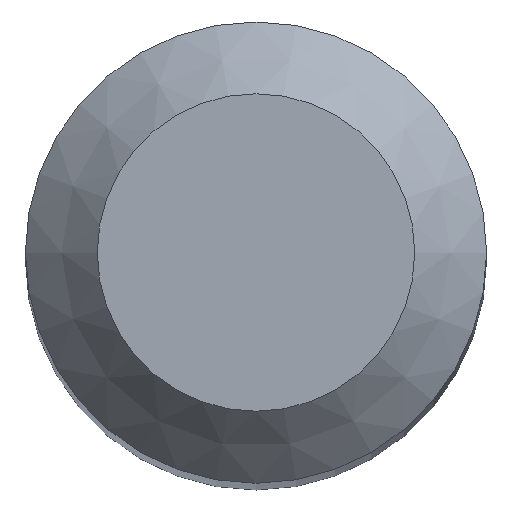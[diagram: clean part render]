
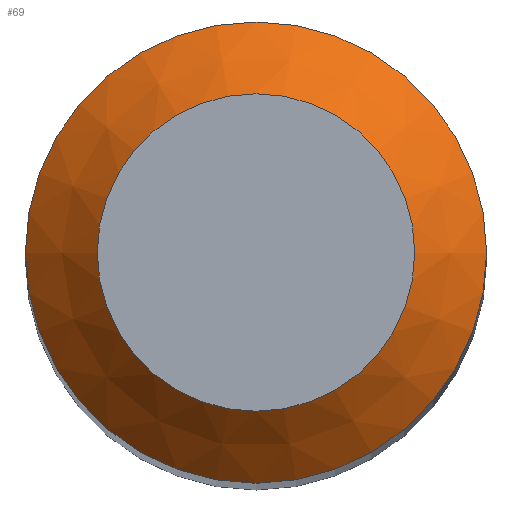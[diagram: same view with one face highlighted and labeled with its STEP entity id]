
A CAD part, top view. The second image highlights one B-rep face of the part: STEP entity #69.
In plain terms, the highlighted conical face has half-angle 45 degrees and reference radius 3 mm.
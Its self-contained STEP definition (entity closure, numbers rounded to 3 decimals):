
#45=CONICAL_SURFACE('',#182,3.,45.);
#54=FACE_BOUND('',#86,.T.);
#55=FACE_BOUND('',#87,.T.);
#69=ADVANCED_FACE('',(#54,#55),#45,.T.);
#86=EDGE_LOOP('',(#102));
#87=EDGE_LOOP('',(#103));
#102=ORIENTED_EDGE('',*,*,#125,.T.);
#103=ORIENTED_EDGE('',*,*,#124,.F.);
#115=VERTEX_POINT('',#270);
#116=VERTEX_POINT('',#273);
#124=EDGE_CURVE('',#115,#115,#132,.T.);
#125=EDGE_CURVE('',#116,#116,#133,.T.);
#132=CIRCLE('',#178,3.);
#133=CIRCLE('',#180,2.065);
#178=AXIS2_PLACEMENT_3D('',#269,#206,#207);
#180=AXIS2_PLACEMENT_3D('',#272,#210,#211);
#182=AXIS2_PLACEMENT_3D('',#275,#214,#215);
#206=DIRECTION('',(0.,0.,-1.));
#207=DIRECTION('',(1.,0.,0.));
#210=DIRECTION('',(0.,0.,-1.));
#211=DIRECTION('',(1.,0.,0.));
#214=DIRECTION('',(0.,0.,-1.));
#215=DIRECTION('',(1.,0.,0.));
#269=CARTESIAN_POINT('',(0.,0.,-0.935));
#270=CARTESIAN_POINT('',(3.,0.,-0.935));
#272=CARTESIAN_POINT('',(0.,0.,0.));
#273=CARTESIAN_POINT('',(2.065,0.,0.));
#275=CARTESIAN_POINT('',(0.,0.,-0.935));
